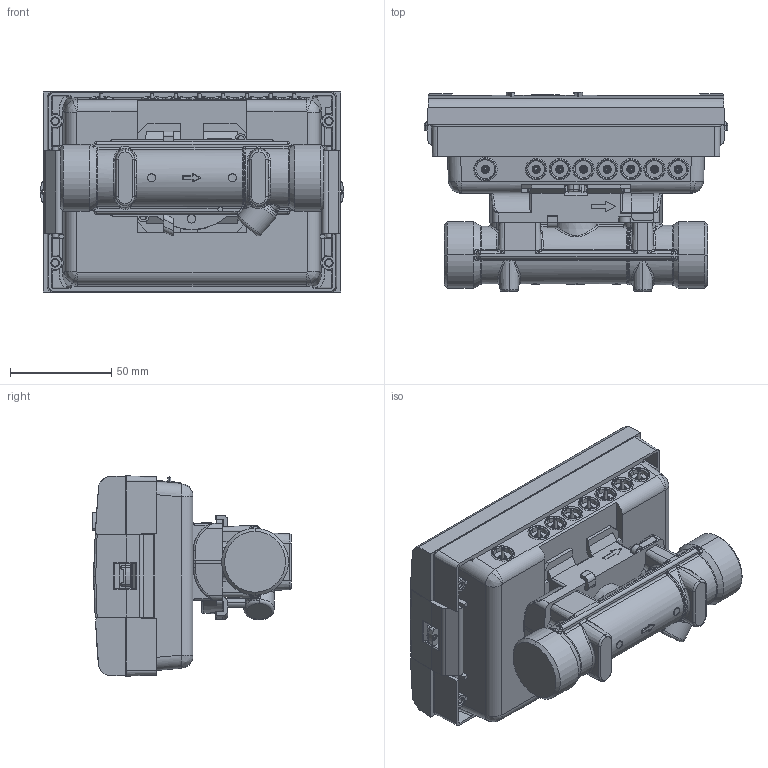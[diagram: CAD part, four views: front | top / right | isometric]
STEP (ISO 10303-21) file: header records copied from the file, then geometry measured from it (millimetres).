
FILE_DESCRIPTION (( 'STEP AP203' ), '1' );
FILE_NAME ('SHARKY775_DN20_130_G1B.step', '2016-06-23T14:45:05', ( 'Anwender' ), ( 'HYDROMETER GmbH' ), 'SwSTEP 2.0', 'SolidWorks 2014', '' );
FILE_SCHEMA (( 'CONFIG_CONTROL_DESIGN' ));
Products named in the file (1): SHARKY775_DN20_130_G1B
Bounding box: 150.04 x 98.3 x 99 mm (x, y, z)
Volume: 746110.8 mm3; surface area: 95691.6 mm2
Topology: 2 solids, 2 shells, 3139 faces, 8396 edges, 5432 vertices
Faces by surface type: plane 1835, cylinder 634, bspline 433, cone 141, torus 72, sphere 24
Entity records: 121274 total; most frequent: CARTESIAN_POINT 46697, ORIENTED_EDGE 16732, DIRECTION 13576, EDGE_CURVE 8366, VECTOR 5450, LINE 5450, VERTEX_POINT 5432, AXIS2_PLACEMENT_3D 4063
